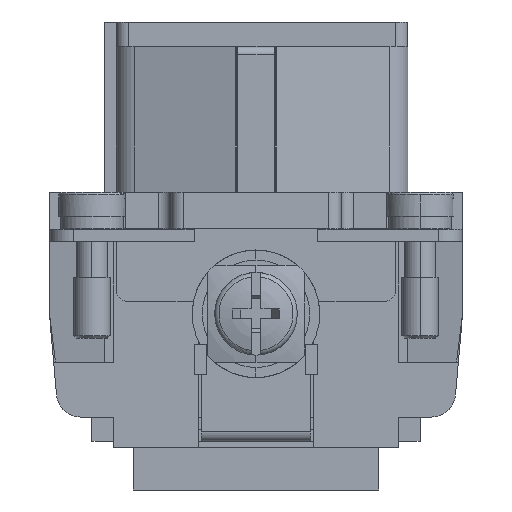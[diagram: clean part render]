
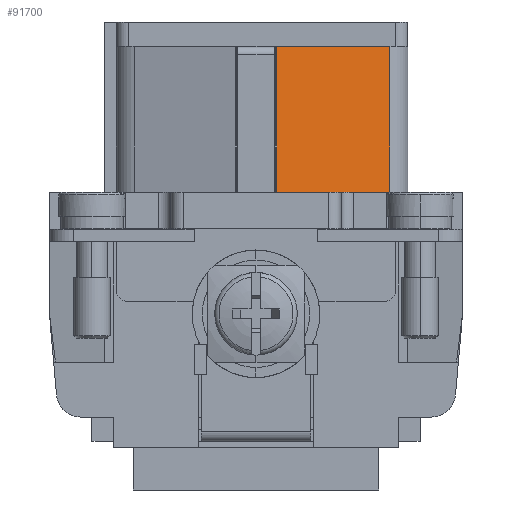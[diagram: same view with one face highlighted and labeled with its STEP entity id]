
A CAD part, left-side view. The second image highlights one B-rep face of the part: STEP entity #91700.
In plain terms, the highlighted planar face has unit normal (-0.966, -0.259, 0).
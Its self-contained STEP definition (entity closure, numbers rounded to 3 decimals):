
#91310=CARTESIAN_POINT('',(-29.503,-11.018,0.));
#91320=DIRECTION('',(-0.966,-0.259,0.));
#91330=DIRECTION('',(0.,0.,1.));
#91340=AXIS2_PLACEMENT_3D('',#91310,#91320,#91330);
#91350=PLANE('',#91340);
#91360=CARTESIAN_POINT('',(-29.503,-11.018,0.));
#91370=DIRECTION('',(0.,0.,1.));
#91380=VECTOR('',#91370,12.);
#91390=LINE('',#91360,#91380);
#91400=CARTESIAN_POINT('',(-29.503,-11.018,0.));
#91410=VERTEX_POINT('',#91400);
#91420=CARTESIAN_POINT('',(-29.503,-11.018,12.));
#91430=VERTEX_POINT('',#91420);
#91440=EDGE_CURVE('',#91410,#91430,#91390,.T.);
#91450=ORIENTED_EDGE('',*,*,#91440,.T.);
#91460=CARTESIAN_POINT('',(-29.503,-11.018,0.));
#91470=DIRECTION('',(-0.259,0.966,0.));
#91480=VECTOR('',#91470,9.646);
#91490=LINE('',#91460,#91480);
#91500=CARTESIAN_POINT('',(-32.,-1.7,0.));
#91510=VERTEX_POINT('',#91500);
#91520=EDGE_CURVE('',#91410,#91510,#91490,.T.);
#91530=ORIENTED_EDGE('',*,*,#91520,.F.);
#91540=CARTESIAN_POINT('',(-32.,-1.7,0.));
#91550=DIRECTION('',(0.,0.,1.));
#91560=VECTOR('',#91550,12.);
#91570=LINE('',#91540,#91560);
#91580=CARTESIAN_POINT('',(-32.,-1.7,12.));
#91590=VERTEX_POINT('',#91580);
#91600=EDGE_CURVE('',#91510,#91590,#91570,.T.);
#91610=ORIENTED_EDGE('',*,*,#91600,.F.);
#91620=CARTESIAN_POINT('',(-29.503,-11.018,12.));
#91630=DIRECTION('',(-0.259,0.966,0.));
#91640=VECTOR('',#91630,9.646);
#91650=LINE('',#91620,#91640);
#91660=EDGE_CURVE('',#91430,#91590,#91650,.T.);
#91670=ORIENTED_EDGE('',*,*,#91660,.T.);
#91680=EDGE_LOOP('',(#91670,#91610,#91530,#91450));
#91690=FACE_OUTER_BOUND('',#91680,.T.);
#91700=ADVANCED_FACE('',(#91690),#91350,.T.);
